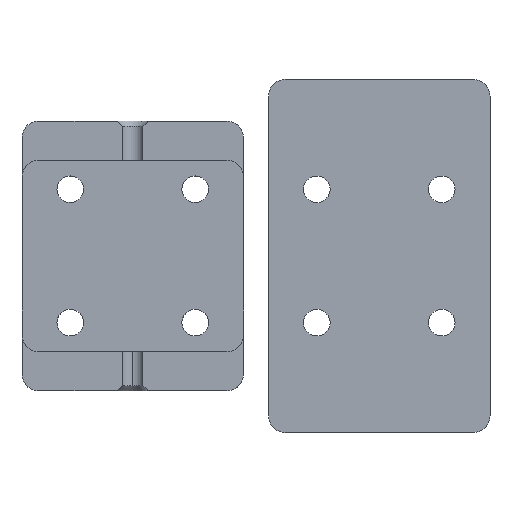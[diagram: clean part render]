
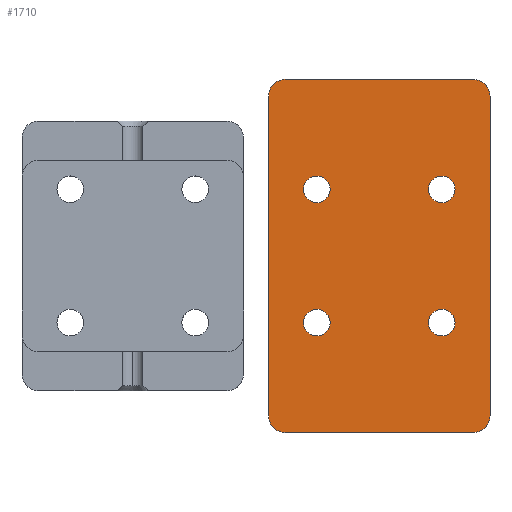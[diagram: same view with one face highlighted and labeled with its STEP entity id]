
A CAD part, top view. The second image highlights one B-rep face of the part: STEP entity #1710.
In plain terms, the highlighted planar face has unit normal (0, 0, 1).
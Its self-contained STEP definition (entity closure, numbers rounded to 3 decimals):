
#12 = VERTEX_POINT ( 'NONE', #753 ) ;
#15 = DIRECTION ( 'NONE',  ( 0., 0., -1. ) ) ;
#21 = CARTESIAN_POINT ( 'NONE',  ( 22.1, -8., -1. ) ) ;
#34 = VERTEX_POINT ( 'NONE', #516 ) ;
#145 = CARTESIAN_POINT ( 'NONE',  ( 35.5, 8., -1. ) ) ;
#216 = VERTEX_POINT ( 'NONE', #145 ) ;
#239 = EDGE_LOOP ( 'NONE', ( #2496, #2505 ) ) ;
#251 = EDGE_CURVE ( 'NONE', #1426, #1966, #1797, .T. ) ;
#257 = EDGE_LOOP ( 'NONE', ( #2507, #2176 ) ) ;
#265 = EDGE_CURVE ( 'NONE', #637, #2208, #1739, .T. ) ;
#272 = EDGE_LOOP ( 'NONE', ( #1123, #2320, #2575, #2491, #2300, #2476, #2557, #2494 ) ) ;
#281 = EDGE_CURVE ( 'NONE', #2293, #216, #1730, .T. ) ;
#286 = EDGE_LOOP ( 'NONE', ( #2555, #2569 ) ) ;
#287 = EDGE_CURVE ( 'NONE', #2544, #12, #1712, .T. ) ;
#308 = EDGE_CURVE ( 'NONE', #2587, #610, #1644, .T. ) ;
#320 = EDGE_CURVE ( 'NONE', #2226, #2427, #1605, .T. ) ;
#337 = EDGE_LOOP ( 'NONE', ( #2591, #925 ) ) ;
#339 = DIRECTION ( 'NONE',  ( -1., 0., 0. ) ) ;
#341 = EDGE_CURVE ( 'NONE', #2520, #2301, #1564, .T. ) ;
#353 = CARTESIAN_POINT ( 'NONE',  ( 29.6, 0., -1. ) ) ;
#361 = PLANE ( 'NONE',  #1548 ) ;
#365 = DIRECTION ( 'NONE',  ( 0., 0., -1. ) ) ;
#371 = CARTESIAN_POINT ( 'NONE',  ( 20.5, -8., -1. ) ) ;
#387 = EDGE_CURVE ( 'NONE', #2587, #2304, #1473, .T. ) ;
#392 = EDGE_CURVE ( 'NONE', #34, #2304, #1471, .T. ) ;
#393 = EDGE_CURVE ( 'NONE', #34, #2520, #1480, .T. ) ;
#397 = EDGE_CURVE ( 'NONE', #2301, #2226, #1459, .T. ) ;
#399 = EDGE_CURVE ( 'NONE', #2427, #610, #1445, .T. ) ;
#403 = EDGE_CURVE ( 'NONE', #1966, #1426, #1468, .T. ) ;
#404 = EDGE_CURVE ( 'NONE', #2208, #637, #1435, .T. ) ;
#410 = EDGE_CURVE ( 'NONE', #216, #2293, #1441, .T. ) ;
#418 = EDGE_CURVE ( 'NONE', #12, #2544, #1430, .T. ) ;
#516 = CARTESIAN_POINT ( 'NONE',  ( 40.9, -21.2, -1. ) ) ;
#610 = VERTEX_POINT ( 'NONE', #899 ) ;
#637 = VERTEX_POINT ( 'NONE', #894 ) ;
#738 = CARTESIAN_POINT ( 'NONE',  ( 23.7, -8., -1. ) ) ;
#753 = CARTESIAN_POINT ( 'NONE',  ( 35.5, -8., -1. ) ) ;
#803 = CARTESIAN_POINT ( 'NONE',  ( 38.7, -8., -1. ) ) ;
#814 = CARTESIAN_POINT ( 'NONE',  ( 42.9, -19.2, -1. ) ) ;
#839 = CARTESIAN_POINT ( 'NONE',  ( 16.3, -19.2, -1. ) ) ;
#856 = CARTESIAN_POINT ( 'NONE',  ( 18.3, 21.2, -1. ) ) ;
#894 = CARTESIAN_POINT ( 'NONE',  ( 23.7, 8., -1. ) ) ;
#899 = CARTESIAN_POINT ( 'NONE',  ( 16.3, 19.2, -1. ) ) ;
#925 = ORIENTED_EDGE ( 'NONE', *, *, #418, .T. ) ;
#988 = CARTESIAN_POINT ( 'NONE',  ( 38.7, 8., -1. ) ) ;
#998 = CARTESIAN_POINT ( 'NONE',  ( 42.9, 19.2, -1. ) ) ;
#1010 = CARTESIAN_POINT ( 'NONE',  ( 18.3, -21.2, -1. ) ) ;
#1069 = FACE_BOUND ( 'NONE', #239, .T. ) ;
#1083 = FACE_OUTER_BOUND ( 'NONE', #272, .T. ) ;
#1086 = FACE_BOUND ( 'NONE', #257, .T. ) ;
#1088 = FACE_BOUND ( 'NONE', #337, .T. ) ;
#1090 = FACE_BOUND ( 'NONE', #286, .T. ) ;
#1123 = ORIENTED_EDGE ( 'NONE', *, *, #308, .F. ) ;
#1358 = DIRECTION ( 'NONE',  ( -1., 0., 0. ) ) ;
#1383 = DIRECTION ( 'NONE',  ( 0., 0., -1. ) ) ;
#1398 = CARTESIAN_POINT ( 'NONE',  ( 37.1, -8., -1. ) ) ;
#1421 = DIRECTION ( 'NONE',  ( -1., 0., 0. ) ) ;
#1426 = VERTEX_POINT ( 'NONE', #738 ) ;
#1430 = CIRCLE ( 'NONE', #1680, 1.6 ) ;
#1431 = DIRECTION ( 'NONE',  ( 0., 0., -1. ) ) ;
#1435 = CIRCLE ( 'NONE', #1686, 1.6 ) ;
#1437 = CARTESIAN_POINT ( 'NONE',  ( 37.1, 8., -1. ) ) ;
#1441 = CIRCLE ( 'NONE', #1682, 1.6 ) ;
#1445 = CIRCLE ( 'NONE', #1701, 2. ) ;
#1453 = DIRECTION ( 'NONE',  ( -1., 0., 0. ) ) ;
#1455 = DIRECTION ( 'NONE',  ( 0., 0., -1. ) ) ;
#1459 = CIRCLE ( 'NONE', #1703, 2. ) ;
#1463 = VECTOR ( 'NONE', #1768, 1000. ) ;
#1465 = CARTESIAN_POINT ( 'NONE',  ( 22.1, 8., -1. ) ) ;
#1468 = CIRCLE ( 'NONE', #1695, 1.6 ) ;
#1471 = LINE ( 'NONE', #1825, #1463 ) ;
#1473 = CIRCLE ( 'NONE', #1705, 2. ) ;
#1480 = CIRCLE ( 'NONE', #1704, 2. ) ;
#1486 = DIRECTION ( 'NONE',  ( -1., 0., 0. ) ) ;
#1494 = DIRECTION ( 'NONE',  ( 0., 0., -1. ) ) ;
#1498 = CARTESIAN_POINT ( 'NONE',  ( 22.1, -8., -1. ) ) ;
#1525 = DIRECTION ( 'NONE',  ( -1., 0., 0. ) ) ;
#1528 = DIRECTION ( 'NONE',  ( 0., 0., 1. ) ) ;
#1538 = CARTESIAN_POINT ( 'NONE',  ( 18.3, 19.2, -1. ) ) ;
#1545 = VECTOR ( 'NONE', #2195, 1000. ) ;
#1548 = AXIS2_PLACEMENT_3D ( 'NONE', #353, #365, #339 ) ;
#1564 = LINE ( 'NONE', #2205, #1545 ) ;
#1565 = DIRECTION ( 'NONE',  ( -1., 0., 0. ) ) ;
#1571 = DIRECTION ( 'NONE',  ( 0., 0., 1. ) ) ;
#1581 = CARTESIAN_POINT ( 'NONE',  ( 40.9, 19.2, -1. ) ) ;
#1594 = VECTOR ( 'NONE', #2252, 1000. ) ;
#1605 = LINE ( 'NONE', #2265, #1594 ) ;
#1608 = CARTESIAN_POINT ( 'NONE',  ( 40.9, 21.2, -1. ) ) ;
#1622 = VECTOR ( 'NONE', #2330, 1000. ) ;
#1630 = DIRECTION ( 'NONE',  ( -1., 0., 0. ) ) ;
#1641 = DIRECTION ( 'NONE',  ( 0., 0., 1. ) ) ;
#1644 = LINE ( 'NONE', #2343, #1622 ) ;
#1665 = CARTESIAN_POINT ( 'NONE',  ( 40.9, -19.2, -1. ) ) ;
#1666 = CARTESIAN_POINT ( 'NONE',  ( 20.5, 8., -1. ) ) ;
#1680 = AXIS2_PLACEMENT_3D ( 'NONE', #1398, #1383, #1358 ) ;
#1682 = AXIS2_PLACEMENT_3D ( 'NONE', #1437, #1431, #1421 ) ;
#1686 = AXIS2_PLACEMENT_3D ( 'NONE', #1465, #1455, #1453 ) ;
#1695 = AXIS2_PLACEMENT_3D ( 'NONE', #1498, #1494, #1486 ) ;
#1701 = AXIS2_PLACEMENT_3D ( 'NONE', #1538, #1528, #1525 ) ;
#1703 = AXIS2_PLACEMENT_3D ( 'NONE', #1581, #1571, #1565 ) ;
#1704 = AXIS2_PLACEMENT_3D ( 'NONE', #1665, #1641, #1630 ) ;
#1705 = AXIS2_PLACEMENT_3D ( 'NONE', #1720, #1713, #1711 ) ;
#1710 = ADVANCED_FACE ( 'NONE', ( #1083, #1069, #1086, #1090, #1088 ), #361, .F. ) ;
#1711 = DIRECTION ( 'NONE',  ( -1., 0., 0. ) ) ;
#1712 = CIRCLE ( 'NONE', #1735, 1.6 ) ;
#1713 = DIRECTION ( 'NONE',  ( 0., 0., 1. ) ) ;
#1720 = CARTESIAN_POINT ( 'NONE',  ( 18.3, -19.2, -1. ) ) ;
#1730 = CIRCLE ( 'NONE', #1737, 1.6 ) ;
#1735 = AXIS2_PLACEMENT_3D ( 'NONE', #2398, #2394, #2391 ) ;
#1737 = AXIS2_PLACEMENT_3D ( 'NONE', #2444, #2442, #2439 ) ;
#1739 = CIRCLE ( 'NONE', #1740, 1.6 ) ;
#1740 = AXIS2_PLACEMENT_3D ( 'NONE', #2541, #2539, #2502 ) ;
#1742 = AXIS2_PLACEMENT_3D ( 'NONE', #21, #15, #2584 ) ;
#1768 = DIRECTION ( 'NONE',  ( -1., 0., 0. ) ) ;
#1797 = CIRCLE ( 'NONE', #1742, 1.6 ) ;
#1825 = CARTESIAN_POINT ( 'NONE',  ( 29.6, -21.2, -1. ) ) ;
#1966 = VERTEX_POINT ( 'NONE', #371 ) ;
#2176 = ORIENTED_EDGE ( 'NONE', *, *, #404, .T. ) ;
#2195 = DIRECTION ( 'NONE',  ( 0., 1., 0. ) ) ;
#2205 = CARTESIAN_POINT ( 'NONE',  ( 42.9, 0., -1. ) ) ;
#2208 = VERTEX_POINT ( 'NONE', #1666 ) ;
#2226 = VERTEX_POINT ( 'NONE', #1608 ) ;
#2252 = DIRECTION ( 'NONE',  ( -1., 0., 0. ) ) ;
#2265 = CARTESIAN_POINT ( 'NONE',  ( 29.6, 21.2, -1. ) ) ;
#2293 = VERTEX_POINT ( 'NONE', #988 ) ;
#2300 = ORIENTED_EDGE ( 'NONE', *, *, #341, .T. ) ;
#2301 = VERTEX_POINT ( 'NONE', #998 ) ;
#2304 = VERTEX_POINT ( 'NONE', #1010 ) ;
#2320 = ORIENTED_EDGE ( 'NONE', *, *, #387, .T. ) ;
#2330 = DIRECTION ( 'NONE',  ( 0., 1., 0. ) ) ;
#2343 = CARTESIAN_POINT ( 'NONE',  ( 16.3, 0., -1. ) ) ;
#2391 = DIRECTION ( 'NONE',  ( -1., 0., 0. ) ) ;
#2394 = DIRECTION ( 'NONE',  ( 0., 0., -1. ) ) ;
#2398 = CARTESIAN_POINT ( 'NONE',  ( 37.1, -8., -1. ) ) ;
#2427 = VERTEX_POINT ( 'NONE', #856 ) ;
#2439 = DIRECTION ( 'NONE',  ( -1., 0., 0. ) ) ;
#2442 = DIRECTION ( 'NONE',  ( 0., 0., -1. ) ) ;
#2444 = CARTESIAN_POINT ( 'NONE',  ( 37.1, 8., -1. ) ) ;
#2476 = ORIENTED_EDGE ( 'NONE', *, *, #397, .T. ) ;
#2491 = ORIENTED_EDGE ( 'NONE', *, *, #393, .T. ) ;
#2494 = ORIENTED_EDGE ( 'NONE', *, *, #399, .T. ) ;
#2496 = ORIENTED_EDGE ( 'NONE', *, *, #251, .T. ) ;
#2502 = DIRECTION ( 'NONE',  ( -1., 0., 0. ) ) ;
#2505 = ORIENTED_EDGE ( 'NONE', *, *, #403, .T. ) ;
#2507 = ORIENTED_EDGE ( 'NONE', *, *, #265, .T. ) ;
#2520 = VERTEX_POINT ( 'NONE', #814 ) ;
#2539 = DIRECTION ( 'NONE',  ( 0., 0., -1. ) ) ;
#2541 = CARTESIAN_POINT ( 'NONE',  ( 22.1, 8., -1. ) ) ;
#2544 = VERTEX_POINT ( 'NONE', #803 ) ;
#2555 = ORIENTED_EDGE ( 'NONE', *, *, #281, .T. ) ;
#2557 = ORIENTED_EDGE ( 'NONE', *, *, #320, .T. ) ;
#2569 = ORIENTED_EDGE ( 'NONE', *, *, #410, .T. ) ;
#2575 = ORIENTED_EDGE ( 'NONE', *, *, #392, .F. ) ;
#2584 = DIRECTION ( 'NONE',  ( -1., 0., 0. ) ) ;
#2587 = VERTEX_POINT ( 'NONE', #839 ) ;
#2591 = ORIENTED_EDGE ( 'NONE', *, *, #287, .T. ) ;
